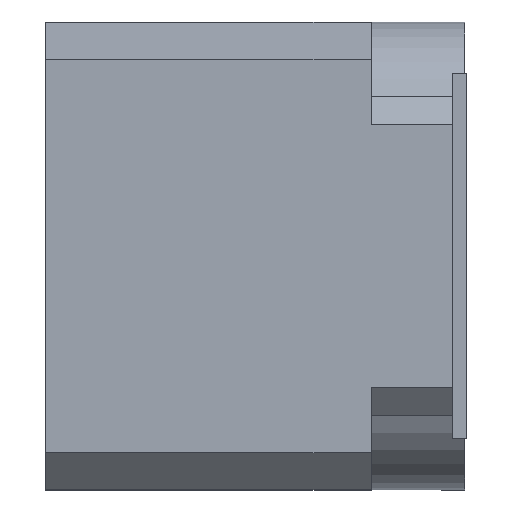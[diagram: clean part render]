
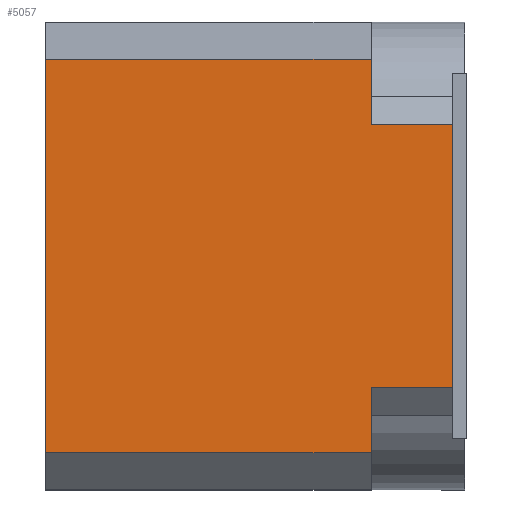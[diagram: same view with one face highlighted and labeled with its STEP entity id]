
A CAD part, left-side view. The second image highlights one B-rep face of the part: STEP entity #5057.
In plain terms, the highlighted planar face has unit normal (-1, 0, 0).
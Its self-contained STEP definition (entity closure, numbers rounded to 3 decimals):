
#459 = LINE ( 'NONE', #4449, #11321 ) ;
#463 = VECTOR ( 'NONE', #12564, 1000. ) ;
#626 = DIRECTION ( 'NONE',  ( 0., 0., -1. ) ) ;
#931 = CARTESIAN_POINT ( 'NONE',  ( -2.5, -2.11, 1.7 ) ) ;
#1239 = ORIENTED_EDGE ( 'NONE', *, *, #4329, .T. ) ;
#1394 = EDGE_CURVE ( 'NONE', #6720, #3897, #13001, .T. ) ;
#1641 = LINE ( 'NONE', #3878, #463 ) ;
#1950 = ORIENTED_EDGE ( 'NONE', *, *, #13141, .F. ) ;
#2263 = CARTESIAN_POINT ( 'NONE',  ( -2.5, -1.24, 2.6 ) ) ;
#2581 = CARTESIAN_POINT ( 'NONE',  ( -2.5, 2.24, 2.1 ) ) ;
#3010 = LINE ( 'NONE', #931, #10367 ) ;
#3064 = VERTEX_POINT ( 'NONE', #16250 ) ;
#3163 = EDGE_CURVE ( 'NONE', #12630, #6771, #14561, .T. ) ;
#3270 = VECTOR ( 'NONE', #5274, 1000. ) ;
#3724 = AXIS2_PLACEMENT_3D ( 'NONE', #11194, #15653, #14107 ) ;
#3878 = CARTESIAN_POINT ( 'NONE',  ( -2.5, -2.241, -2.1 ) ) ;
#3897 = VERTEX_POINT ( 'NONE', #4543 ) ;
#4329 = EDGE_CURVE ( 'NONE', #6771, #15733, #11235, .T. ) ;
#4449 = CARTESIAN_POINT ( 'NONE',  ( -2.5, -1.24, 1.4 ) ) ;
#4461 = CARTESIAN_POINT ( 'NONE',  ( -2.5, -2.11, -1.4 ) ) ;
#4543 = CARTESIAN_POINT ( 'NONE',  ( -2.5, -1.24, 1.4 ) ) ;
#5006 = EDGE_CURVE ( 'NONE', #15733, #13337, #3010, .T. ) ;
#5057 = ADVANCED_FACE ( 'NONE', ( #18271 ), #9694, .F. ) ;
#5097 = LINE ( 'NONE', #14199, #3270 ) ;
#5274 = DIRECTION ( 'NONE',  ( 0., 0., 1. ) ) ;
#5889 = VERTEX_POINT ( 'NONE', #2581 ) ;
#5939 = VECTOR ( 'NONE', #9785, 1000. ) ;
#5955 = ORIENTED_EDGE ( 'NONE', *, *, #8748, .F. ) ;
#6562 = ORIENTED_EDGE ( 'NONE', *, *, #17139, .T. ) ;
#6720 = VERTEX_POINT ( 'NONE', #18382 ) ;
#6771 = VERTEX_POINT ( 'NONE', #15684 ) ;
#6821 = CARTESIAN_POINT ( 'NONE',  ( -2.5, -1.24, -1.4 ) ) ;
#7017 = EDGE_LOOP ( 'NONE', ( #13271, #5955, #16273, #6562, #9048, #1950, #17169, #1239 ) ) ;
#8571 = EDGE_CURVE ( 'NONE', #3064, #5889, #5097, .T. ) ;
#8748 = EDGE_CURVE ( 'NONE', #3897, #13337, #459, .T. ) ;
#8750 = DIRECTION ( 'NONE',  ( 0., 0., 1. ) ) ;
#8810 = DIRECTION ( 'NONE',  ( 0., 1., 0. ) ) ;
#9048 = ORIENTED_EDGE ( 'NONE', *, *, #8571, .F. ) ;
#9694 = PLANE ( 'NONE',  #3724 ) ;
#9785 = DIRECTION ( 'NONE',  ( 0., -1., 0. ) ) ;
#10044 = CARTESIAN_POINT ( 'NONE',  ( -2.5, -1.24, -2.1 ) ) ;
#10239 = CARTESIAN_POINT ( 'NONE',  ( -2.5, -2.11, 1.4 ) ) ;
#10358 = DIRECTION ( 'NONE',  ( 0., -1., 0. ) ) ;
#10367 = VECTOR ( 'NONE', #11249, 1000. ) ;
#11194 = CARTESIAN_POINT ( 'NONE',  ( -2.5, 2.24, 2.5 ) ) ;
#11235 = LINE ( 'NONE', #6821, #5939 ) ;
#11249 = DIRECTION ( 'NONE',  ( 0., 0., 1. ) ) ;
#11321 = VECTOR ( 'NONE', #10358, 1000. ) ;
#12212 = VECTOR ( 'NONE', #8810, 1000. ) ;
#12564 = DIRECTION ( 'NONE',  ( 0., 1., 0. ) ) ;
#12630 = VERTEX_POINT ( 'NONE', #10044 ) ;
#13001 = LINE ( 'NONE', #2263, #13708 ) ;
#13141 = EDGE_CURVE ( 'NONE', #12630, #3064, #1641, .T. ) ;
#13271 = ORIENTED_EDGE ( 'NONE', *, *, #5006, .T. ) ;
#13337 = VERTEX_POINT ( 'NONE', #10239 ) ;
#13708 = VECTOR ( 'NONE', #626, 1000. ) ;
#14107 = DIRECTION ( 'NONE',  ( 0., 0., -1. ) ) ;
#14199 = CARTESIAN_POINT ( 'NONE',  ( -2.5, 2.24, 2.5 ) ) ;
#14561 = LINE ( 'NONE', #17518, #15027 ) ;
#14690 = CARTESIAN_POINT ( 'NONE',  ( -2.5, -2.241, 2.1 ) ) ;
#15027 = VECTOR ( 'NONE', #8750, 1000. ) ;
#15653 = DIRECTION ( 'NONE',  ( 1., 0., 0. ) ) ;
#15684 = CARTESIAN_POINT ( 'NONE',  ( -2.5, -1.24, -1.4 ) ) ;
#15733 = VERTEX_POINT ( 'NONE', #4461 ) ;
#16250 = CARTESIAN_POINT ( 'NONE',  ( -2.5, 2.24, -2.1 ) ) ;
#16273 = ORIENTED_EDGE ( 'NONE', *, *, #1394, .F. ) ;
#17139 = EDGE_CURVE ( 'NONE', #6720, #5889, #19190, .T. ) ;
#17169 = ORIENTED_EDGE ( 'NONE', *, *, #3163, .T. ) ;
#17518 = CARTESIAN_POINT ( 'NONE',  ( -2.5, -1.24, -2.6 ) ) ;
#18271 = FACE_OUTER_BOUND ( 'NONE', #7017, .T. ) ;
#18382 = CARTESIAN_POINT ( 'NONE',  ( -2.5, -1.24, 2.1 ) ) ;
#19190 = LINE ( 'NONE', #14690, #12212 ) ;
